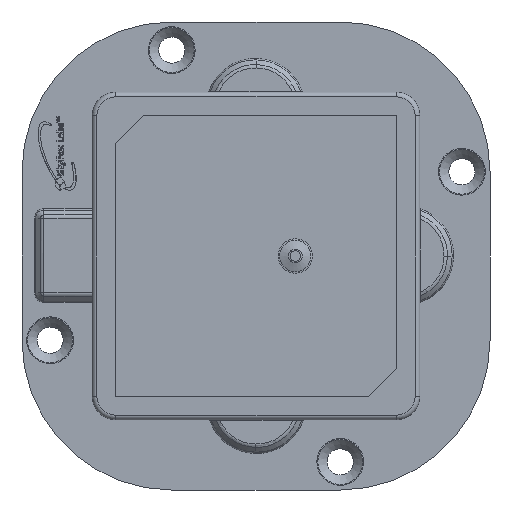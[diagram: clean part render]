
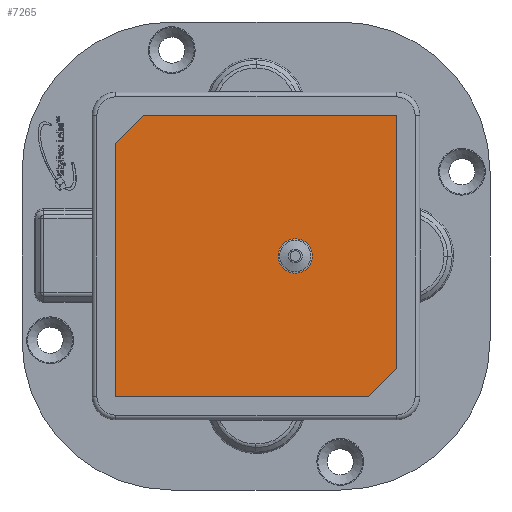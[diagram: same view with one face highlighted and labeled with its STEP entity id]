
A CAD part, left-side view. The second image highlights one B-rep face of the part: STEP entity #7265.
In plain terms, the highlighted face is planar.
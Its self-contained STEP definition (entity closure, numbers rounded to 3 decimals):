
#415=FACE_BOUND('',#2646,.T.);
#462=PLANE('',#7932);
#761=LINE('',#10863,#1443);
#762=LINE('',#10865,#1444);
#763=LINE('',#10867,#1445);
#764=LINE('',#10869,#1446);
#765=LINE('',#10871,#1447);
#766=LINE('',#10872,#1448);
#1443=VECTOR('',#8741,10.);
#1444=VECTOR('',#8742,10.);
#1445=VECTOR('',#8743,10.);
#1446=VECTOR('',#8744,10.);
#1447=VECTOR('',#8745,10.);
#1448=VECTOR('',#8746,10.);
#2193=FACE_OUTER_BOUND('',#2645,.T.);
#2645=EDGE_LOOP('',(#5242,#5243,#5244,#5245,#5246,#5247));
#2646=EDGE_LOOP('',(#5248));
#3125=CIRCLE('',#7929,1.838);
#3406=VERTEX_POINT('',#10847);
#3409=VERTEX_POINT('',#10861);
#3410=VERTEX_POINT('',#10862);
#3411=VERTEX_POINT('',#10864);
#3412=VERTEX_POINT('',#10866);
#3413=VERTEX_POINT('',#10868);
#3414=VERTEX_POINT('',#10870);
#4110=EDGE_CURVE('',#3406,#3406,#3125,.T.);
#4113=EDGE_CURVE('',#3409,#3410,#761,.T.);
#4114=EDGE_CURVE('',#3410,#3411,#762,.T.);
#4115=EDGE_CURVE('',#3411,#3412,#763,.T.);
#4116=EDGE_CURVE('',#3412,#3413,#764,.T.);
#4117=EDGE_CURVE('',#3413,#3414,#765,.T.);
#4118=EDGE_CURVE('',#3414,#3409,#766,.T.);
#5242=ORIENTED_EDGE('',*,*,#4113,.T.);
#5243=ORIENTED_EDGE('',*,*,#4114,.T.);
#5244=ORIENTED_EDGE('',*,*,#4115,.T.);
#5245=ORIENTED_EDGE('',*,*,#4116,.T.);
#5246=ORIENTED_EDGE('',*,*,#4117,.T.);
#5247=ORIENTED_EDGE('',*,*,#4118,.T.);
#5248=ORIENTED_EDGE('',*,*,#4110,.F.);
#7265=ADVANCED_FACE('',(#2193,#415),#462,.T.);
#7929=AXIS2_PLACEMENT_3D('',#10855,#8732,#8733);
#7932=AXIS2_PLACEMENT_3D('',#10860,#8739,#8740);
#8732=DIRECTION('center_axis',(1.,0.,0.));
#8733=DIRECTION('ref_axis',(0.,0.,1.));
#8739=DIRECTION('center_axis',(1.,0.,0.));
#8740=DIRECTION('ref_axis',(0.,0.,-1.));
#8741=DIRECTION('',(0.,1.,0.));
#8742=DIRECTION('',(0.,0.,1.));
#8743=DIRECTION('',(0.,-0.707,0.707));
#8744=DIRECTION('',(0.,-1.,0.));
#8745=DIRECTION('',(0.,0.,-1.));
#8746=DIRECTION('',(0.,0.707,-0.707));
#10847=CARTESIAN_POINT('',(0.1,49.,42.962));
#10855=CARTESIAN_POINT('Origin',(0.1,49.,44.8));
#10860=CARTESIAN_POINT('Origin',(0.1,49.,49.));
#10861=CARTESIAN_POINT('',(0.1,37.,34.));
#10862=CARTESIAN_POINT('',(0.1,64.,34.));
#10863=CARTESIAN_POINT('',(0.1,37.,34.));
#10864=CARTESIAN_POINT('',(0.1,64.,61.));
#10865=CARTESIAN_POINT('',(0.1,64.,34.));
#10866=CARTESIAN_POINT('',(0.1,61.,64.));
#10867=CARTESIAN_POINT('',(0.1,64.,61.));
#10868=CARTESIAN_POINT('',(0.1,34.,64.));
#10869=CARTESIAN_POINT('',(0.1,61.,64.));
#10870=CARTESIAN_POINT('',(0.1,34.,37.));
#10871=CARTESIAN_POINT('',(0.1,34.,64.));
#10872=CARTESIAN_POINT('',(0.1,34.,37.));
